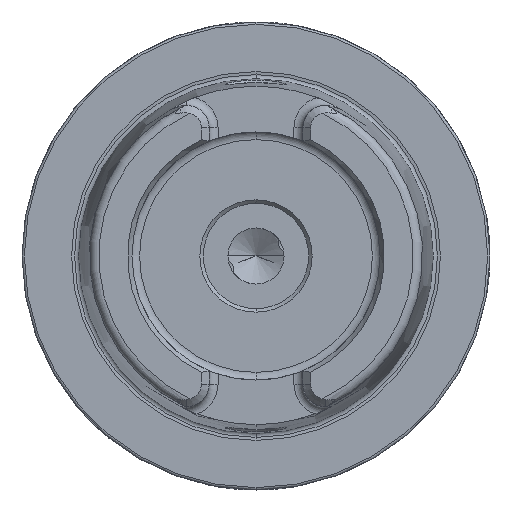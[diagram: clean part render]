
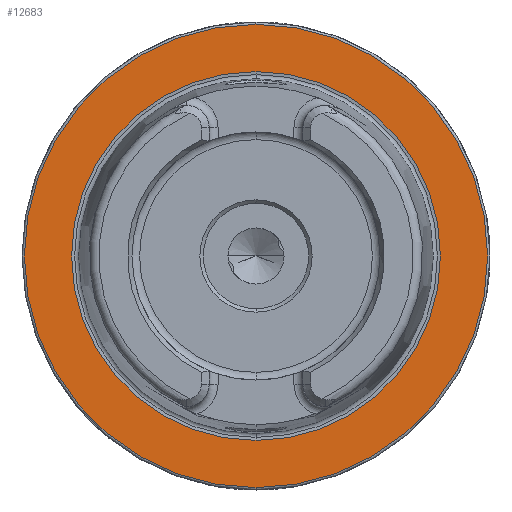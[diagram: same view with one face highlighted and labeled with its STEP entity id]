
A CAD part, left-side view. The second image highlights one B-rep face of the part: STEP entity #12683.
In plain terms, the highlighted planar face has unit normal (-1, 0, 0).
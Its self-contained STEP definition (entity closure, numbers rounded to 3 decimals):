
#3595 = ORIENTED_EDGE ( 'NONE', *, *, #5105, .T. ) ;
#3597 = ORIENTED_EDGE ( 'NONE', *, *, #4978, .T. ) ;
#3621 = ORIENTED_EDGE ( 'NONE', *, *, #4977, .F. ) ;
#3797 = ORIENTED_EDGE ( 'NONE', *, *, #5109, .F. ) ;
#4030 = CIRCLE ( 'NONE', #9791, 39.405 ) ;
#4068 = CIRCLE ( 'NONE', #9788, 49.5 ) ;
#4166 = CIRCLE ( 'NONE', #9749, 49.5 ) ;
#4174 = CIRCLE ( 'NONE', #9748, 39.405 ) ;
#4977 = EDGE_CURVE ( 'NONE', #7262, #11531, #4174, .T. ) ;
#4978 = EDGE_CURVE ( 'NONE', #7206, #7353, #4166, .T. ) ;
#5105 = EDGE_CURVE ( 'NONE', #7353, #7206, #4068, .T. ) ;
#5109 = EDGE_CURVE ( 'NONE', #11531, #7262, #4030, .T. ) ;
#7109 = EDGE_LOOP ( 'NONE', ( #3621, #3797 ) ) ;
#7206 = VERTEX_POINT ( 'NONE', #10914 ) ;
#7262 = VERTEX_POINT ( 'NONE', #10617 ) ;
#7353 = VERTEX_POINT ( 'NONE', #10358 ) ;
#7578 = EDGE_LOOP ( 'NONE', ( #3595, #3597 ) ) ;
#8231 = CARTESIAN_POINT ( 'NONE',  ( 0., 0., -39.405 ) ) ;
#9217 = FACE_OUTER_BOUND ( 'NONE', #7578, .T. ) ;
#9226 = FACE_BOUND ( 'NONE', #7109, .T. ) ;
#9748 = AXIS2_PLACEMENT_3D ( 'NONE', #9932, #9931, #9930 ) ;
#9749 = AXIS2_PLACEMENT_3D ( 'NONE', #9927, #9926, #9925 ) ;
#9788 = AXIS2_PLACEMENT_3D ( 'NONE', #12330, #12508, #12528 ) ;
#9791 = AXIS2_PLACEMENT_3D ( 'NONE', #12583, #12325, #12328 ) ;
#9925 = DIRECTION ( 'NONE',  ( 0., 0., 1. ) ) ;
#9926 = DIRECTION ( 'NONE',  ( -1., 0., 0. ) ) ;
#9927 = CARTESIAN_POINT ( 'NONE',  ( 0., 0., 0. ) ) ;
#9930 = DIRECTION ( 'NONE',  ( 0., 0., 1. ) ) ;
#9931 = DIRECTION ( 'NONE',  ( -1., 0., 0. ) ) ;
#9932 = CARTESIAN_POINT ( 'NONE',  ( 0., 0., 0. ) ) ;
#10358 = CARTESIAN_POINT ( 'NONE',  ( 0., 0., 49.5 ) ) ;
#10617 = CARTESIAN_POINT ( 'NONE',  ( 0., 0., 39.405 ) ) ;
#10914 = CARTESIAN_POINT ( 'NONE',  ( 0., 0., -49.5 ) ) ;
#11531 = VERTEX_POINT ( 'NONE', #8231 ) ;
#12325 = DIRECTION ( 'NONE',  ( -1., 0., 0. ) ) ;
#12328 = DIRECTION ( 'NONE',  ( 0., 0., 1. ) ) ;
#12330 = CARTESIAN_POINT ( 'NONE',  ( 0., 0., 0. ) ) ;
#12508 = DIRECTION ( 'NONE',  ( -1., 0., 0. ) ) ;
#12528 = DIRECTION ( 'NONE',  ( 0., 0., 1. ) ) ;
#12583 = CARTESIAN_POINT ( 'NONE',  ( 0., 0., 0. ) ) ;
#12683 = ADVANCED_FACE ( 'NONE', ( #9226, #9217 ), #13800, .F. ) ;
#13249 = AXIS2_PLACEMENT_3D ( 'NONE', #13801, #13811, #13798 ) ;
#13798 = DIRECTION ( 'NONE',  ( 0., 0., -1. ) ) ;
#13800 = PLANE ( 'NONE',  #13249 ) ;
#13801 = CARTESIAN_POINT ( 'NONE',  ( 0., 49.5, 0. ) ) ;
#13811 = DIRECTION ( 'NONE',  ( 1., 0., 0. ) ) ;
